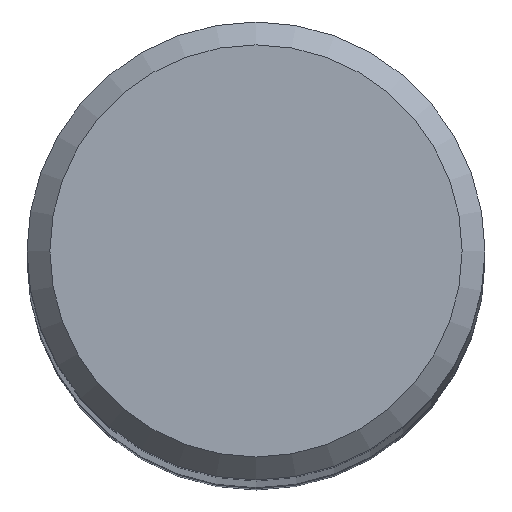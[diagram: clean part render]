
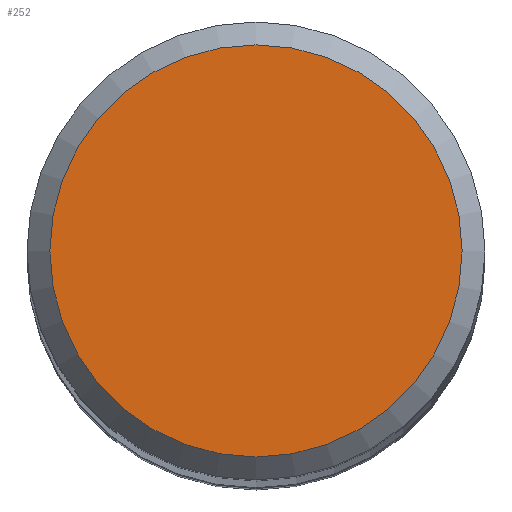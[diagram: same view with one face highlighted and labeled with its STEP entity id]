
A CAD part, top view. The second image highlights one B-rep face of the part: STEP entity #252.
In plain terms, the highlighted planar face has unit normal (0, 0, 1).
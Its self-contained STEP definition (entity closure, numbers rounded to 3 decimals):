
#212 = VERTEX_POINT('', #213);
#213 = CARTESIAN_POINT('', (-2.7, 0., 0.));
#219 = EDGE_CURVE('', #212, #212, #220, .T.);
#220 = CIRCLE('', #221, 2.7);
#221 = AXIS2_PLACEMENT_3D('', #222, #223, #224);
#222 = CARTESIAN_POINT('', (0., 0., 0.));
#223 = DIRECTION('', (0., 0., -1.));
#224 = DIRECTION('', (-1., 0., 0.));
#252 = ADVANCED_FACE('', (#253), #256, .T.);
#253 = FACE_OUTER_BOUND('', #254, .T.);
#254 = EDGE_LOOP('', (#255));
#255 = ORIENTED_EDGE('', *, *, #219, .F.);
#256 = PLANE('', #257);
#257 = AXIS2_PLACEMENT_3D('', #258, #259, #260);
#258 = CARTESIAN_POINT('', (4.2, -4.2, 0.));
#259 = DIRECTION('', (0., 0., 1.));
#260 = DIRECTION('', (0., 1., 0.));
